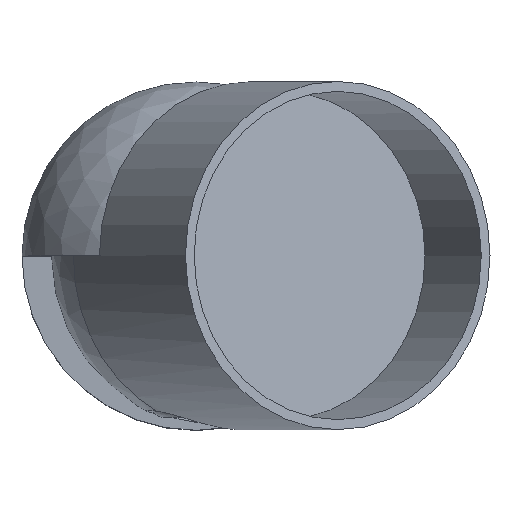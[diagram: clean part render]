
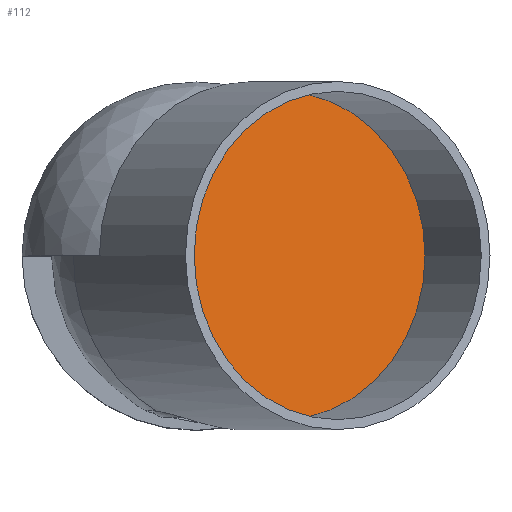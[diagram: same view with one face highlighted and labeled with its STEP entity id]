
A CAD part, top view. The second image highlights one B-rep face of the part: STEP entity #112.
In plain terms, the highlighted planar face has unit normal (0.485, 0, 0.875).
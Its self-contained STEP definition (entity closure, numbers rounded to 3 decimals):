
#69=FACE_OUTER_BOUND('',#225,.T.);
#86=PLANE('',#481);
#112=ADVANCED_FACE('',(#69),#86,.T.);
#225=EDGE_LOOP('',(#315));
#315=ORIENTED_EDGE('',*,*,#394,.F.);
#349=VERTEX_POINT('',#786);
#394=EDGE_CURVE('',#349,#349,#413,.T.);
#413=CIRCLE('',#479,19.8);
#479=AXIS2_PLACEMENT_3D('',#785,#594,#595);
#481=AXIS2_PLACEMENT_3D('',#788,#598,#599);
#594=DIRECTION('',(-0.485,0.,-0.875));
#595=DIRECTION('',(-0.875,0.,0.485));
#598=DIRECTION('',(0.485,0.,0.875));
#599=DIRECTION('',(0.875,0.,-0.485));
#785=CARTESIAN_POINT('',(10.294,0.,53.803));
#786=CARTESIAN_POINT('',(-7.024,0.,63.402));
#788=CARTESIAN_POINT('',(10.294,0.,53.803));
